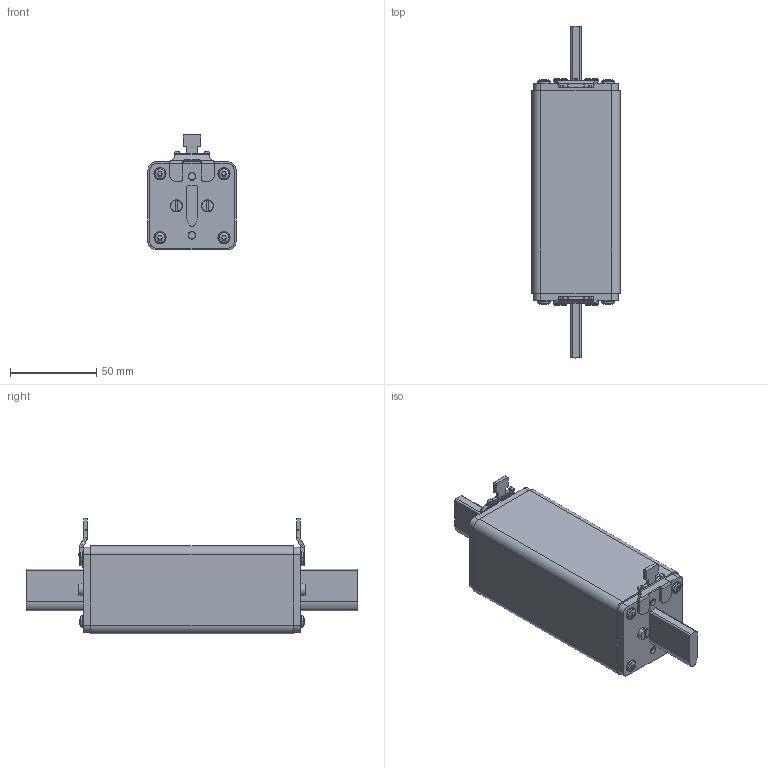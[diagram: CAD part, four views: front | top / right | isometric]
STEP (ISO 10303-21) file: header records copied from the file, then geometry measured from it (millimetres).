
FILE_DESCRIPTION((''),'2;1');
FILE_NAME('NH1XLM_LOGO.stp','2025-03-18T03:29:14',('User'),( 'SDRC'),'I-DEAS Master Series 9','UNIX','Yes');
FILE_SCHEMA(('CONFIG_CONTROL_DESIGN', 'GEOMETRIC_VALIDATION_PROPERTIES_MIM','SHAPE_APPEARANCE_LAYER_MIM'));
Length unit declared in the file: millimetre
Bounding box: 51 x 192 x 67 mm (x, y, z)
Volume: 334474.4 mm3; surface area: 35685.6 mm2
Topology: 1 solids, 1 shells, 450 faces, 1292 edges, 846 vertices
Faces by surface type: bspline 450
Entity records: 20485 total; most frequent: CARTESIAN_POINT 13302, ORIENTED_EDGE 2568, EDGE_CURVE 1284, VERTEX_POINT 846, QUASI_UNIFORM_CURVE 607, EDGE_LOOP 472, FACE_OUTER_BOUND 450, ADVANCED_FACE 450
